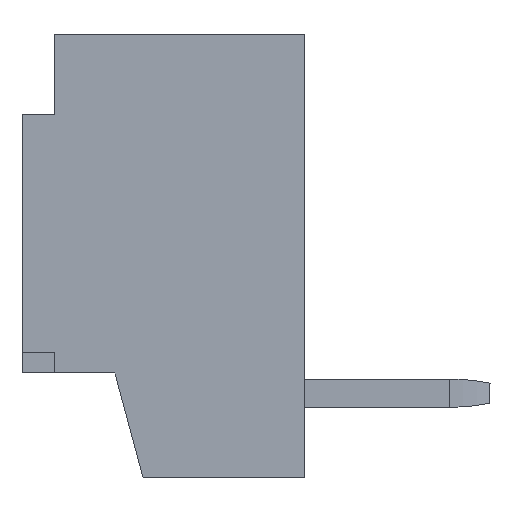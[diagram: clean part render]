
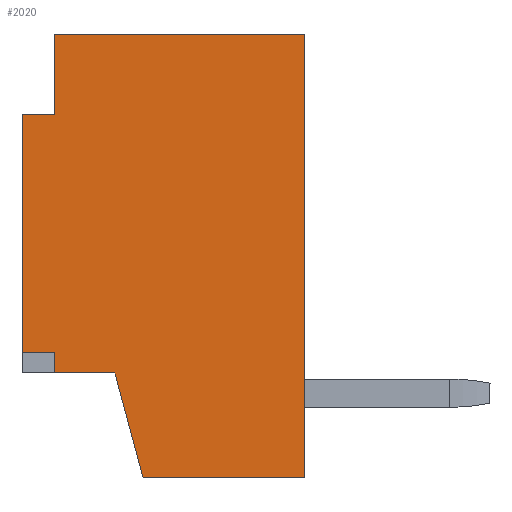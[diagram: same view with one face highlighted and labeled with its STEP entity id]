
A CAD part, left-side view. The second image highlights one B-rep face of the part: STEP entity #2020.
In plain terms, the highlighted planar face has unit normal (-1, 0, 0).
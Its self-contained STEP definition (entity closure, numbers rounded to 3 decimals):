
#11 = VECTOR ( 'NONE', #3720, 1000. ) ;
#42 = VECTOR ( 'NONE', #5465, 1000. ) ;
#150 = ORIENTED_EDGE ( 'NONE', *, *, #3401, .T. ) ;
#227 = CARTESIAN_POINT ( 'NONE',  ( -1.5, 3.1, -1.05 ) ) ;
#414 = DIRECTION ( 'NONE',  ( 0., -1., 0. ) ) ;
#604 = VERTEX_POINT ( 'NONE', #5580 ) ;
#609 = CARTESIAN_POINT ( 'NONE',  ( -1.5, 3.1, 0.25 ) ) ;
#610 = DIRECTION ( 'NONE',  ( -1., 0., 0. ) ) ;
#748 = CARTESIAN_POINT ( 'NONE',  ( -1.5, 3.1, 0.5 ) ) ;
#783 = VECTOR ( 'NONE', #7396, 1000. ) ;
#798 = CARTESIAN_POINT ( 'NONE',  ( -1.5, 3.5, 0.5 ) ) ;
#821 = DIRECTION ( 'NONE',  ( 0., -1., 0. ) ) ;
#911 = LINE ( 'NONE', #4928, #3826 ) ;
#975 = LINE ( 'NONE', #5647, #783 ) ;
#1061 = EDGE_CURVE ( 'NONE', #5446, #6621, #5752, .T. ) ;
#1120 = EDGE_CURVE ( 'NONE', #5309, #3349, #911, .T. ) ;
#1145 = ORIENTED_EDGE ( 'NONE', *, *, #4512, .T. ) ;
#1333 = VECTOR ( 'NONE', #2456, 1000. ) ;
#1548 = EDGE_CURVE ( 'NONE', #7293, #7046, #3348, .T. ) ;
#1586 = LINE ( 'NONE', #227, #11 ) ;
#1620 = VERTEX_POINT ( 'NONE', #3782 ) ;
#1884 = CARTESIAN_POINT ( 'NONE',  ( -1.5, 0., -1.05 ) ) ;
#2020 = ADVANCED_FACE ( 'NONE', ( #2360 ), #7024, .T. ) ;
#2328 = CARTESIAN_POINT ( 'NONE',  ( -1.5, 3.1, 4.45 ) ) ;
#2330 = CARTESIAN_POINT ( 'NONE',  ( -1.5, 3.5, -1.05 ) ) ;
#2351 = VECTOR ( 'NONE', #6485, 1000. ) ;
#2360 = FACE_OUTER_BOUND ( 'NONE', #2720, .T. ) ;
#2429 = CARTESIAN_POINT ( 'NONE',  ( -1.5, 0., -1.05 ) ) ;
#2456 = DIRECTION ( 'NONE',  ( 0., 0., 1. ) ) ;
#2519 = ORIENTED_EDGE ( 'NONE', *, *, #6248, .T. ) ;
#2637 = VECTOR ( 'NONE', #821, 1000. ) ;
#2720 = EDGE_LOOP ( 'NONE', ( #7237, #1145, #6866, #5119, #6384, #150, #5409, #3918, #2519, #5558 ) ) ;
#2982 = CARTESIAN_POINT ( 'NONE',  ( -1.5, 3.5, -1.05 ) ) ;
#3012 = DIRECTION ( 'NONE',  ( 0., 0., -1. ) ) ;
#3251 = LINE ( 'NONE', #1884, #1333 ) ;
#3348 = LINE ( 'NONE', #798, #42 ) ;
#3349 = VERTEX_POINT ( 'NONE', #5960 ) ;
#3401 = EDGE_CURVE ( 'NONE', #6621, #3349, #3251, .T. ) ;
#3434 = CARTESIAN_POINT ( 'NONE',  ( -1.5, 2.348, 0.25 ) ) ;
#3720 = DIRECTION ( 'NONE',  ( 0., 0., -1. ) ) ;
#3722 = CARTESIAN_POINT ( 'NONE',  ( -1.5, 3.5, -1.05 ) ) ;
#3782 = CARTESIAN_POINT ( 'NONE',  ( -1.5, 3.5, 3.45 ) ) ;
#3826 = VECTOR ( 'NONE', #5516, 1000. ) ;
#3918 = ORIENTED_EDGE ( 'NONE', *, *, #5362, .T. ) ;
#3999 = LINE ( 'NONE', #2982, #7123 ) ;
#4202 = CARTESIAN_POINT ( 'NONE',  ( -1.5, 2., -1.05 ) ) ;
#4385 = VERTEX_POINT ( 'NONE', #4597 ) ;
#4512 = EDGE_CURVE ( 'NONE', #7046, #6548, #1586, .T. ) ;
#4597 = CARTESIAN_POINT ( 'NONE',  ( -1.5, 3.1, 3.45 ) ) ;
#4632 = DIRECTION ( 'NONE',  ( 0., -0.259, -0.966 ) ) ;
#4683 = DIRECTION ( 'NONE',  ( 0., 0., -1. ) ) ;
#4847 = VECTOR ( 'NONE', #4632, 1000. ) ;
#4928 = CARTESIAN_POINT ( 'NONE',  ( -1.5, 1.75, 4.45 ) ) ;
#5051 = CARTESIAN_POINT ( 'NONE',  ( -1.5, 0.3, 0.25 ) ) ;
#5119 = ORIENTED_EDGE ( 'NONE', *, *, #5207, .T. ) ;
#5141 = CARTESIAN_POINT ( 'NONE',  ( -1.5, 3.5, 0.5 ) ) ;
#5207 = EDGE_CURVE ( 'NONE', #604, #5446, #5388, .T. ) ;
#5309 = VERTEX_POINT ( 'NONE', #2328 ) ;
#5362 = EDGE_CURVE ( 'NONE', #5309, #4385, #7037, .T. ) ;
#5388 = LINE ( 'NONE', #3434, #4847 ) ;
#5409 = ORIENTED_EDGE ( 'NONE', *, *, #1120, .F. ) ;
#5446 = VERTEX_POINT ( 'NONE', #4202 ) ;
#5465 = DIRECTION ( 'NONE',  ( 0., -1., 0. ) ) ;
#5516 = DIRECTION ( 'NONE',  ( 0., -1., 0. ) ) ;
#5558 = ORIENTED_EDGE ( 'NONE', *, *, #6939, .T. ) ;
#5580 = CARTESIAN_POINT ( 'NONE',  ( -1.5, 2.348, 0.25 ) ) ;
#5647 = CARTESIAN_POINT ( 'NONE',  ( -1.5, 3.5, 3.45 ) ) ;
#5737 = EDGE_CURVE ( 'NONE', #6548, #604, #7478, .T. ) ;
#5752 = LINE ( 'NONE', #3722, #2637 ) ;
#5810 = AXIS2_PLACEMENT_3D ( 'NONE', #2330, #610, #4683 ) ;
#5902 = CARTESIAN_POINT ( 'NONE',  ( -1.5, 3.1, -1.05 ) ) ;
#5914 = VECTOR ( 'NONE', #414, 1000. ) ;
#5960 = CARTESIAN_POINT ( 'NONE',  ( -1.5, 0., 4.45 ) ) ;
#6248 = EDGE_CURVE ( 'NONE', #4385, #1620, #975, .T. ) ;
#6384 = ORIENTED_EDGE ( 'NONE', *, *, #1061, .T. ) ;
#6485 = DIRECTION ( 'NONE',  ( 0., 0., -1. ) ) ;
#6548 = VERTEX_POINT ( 'NONE', #609 ) ;
#6621 = VERTEX_POINT ( 'NONE', #2429 ) ;
#6866 = ORIENTED_EDGE ( 'NONE', *, *, #5737, .T. ) ;
#6939 = EDGE_CURVE ( 'NONE', #1620, #7293, #3999, .T. ) ;
#7024 = PLANE ( 'NONE',  #5810 ) ;
#7037 = LINE ( 'NONE', #5902, #2351 ) ;
#7046 = VERTEX_POINT ( 'NONE', #748 ) ;
#7123 = VECTOR ( 'NONE', #3012, 1000. ) ;
#7237 = ORIENTED_EDGE ( 'NONE', *, *, #1548, .T. ) ;
#7293 = VERTEX_POINT ( 'NONE', #5141 ) ;
#7396 = DIRECTION ( 'NONE',  ( 0., 1., 0. ) ) ;
#7478 = LINE ( 'NONE', #5051, #5914 ) ;
